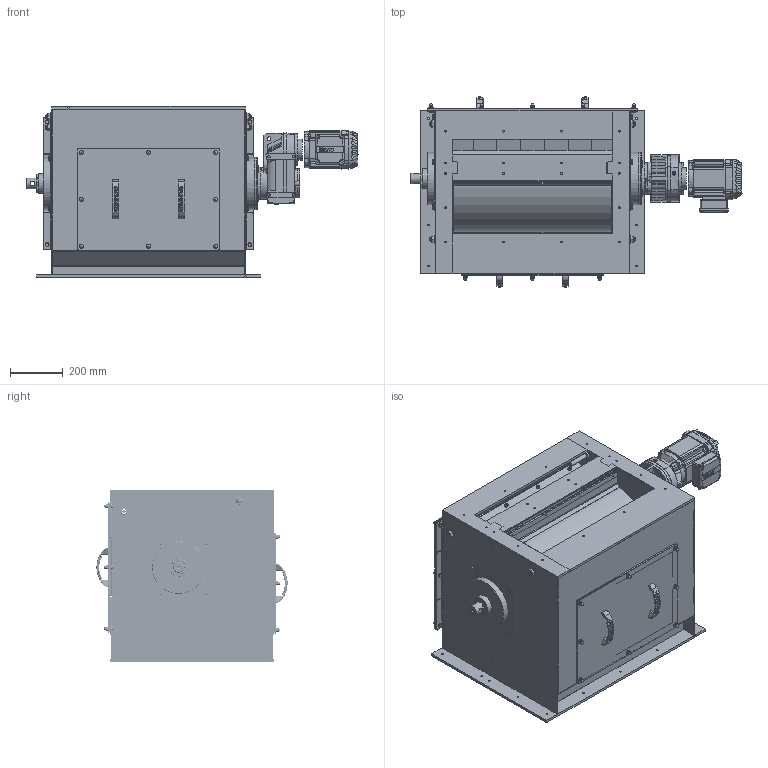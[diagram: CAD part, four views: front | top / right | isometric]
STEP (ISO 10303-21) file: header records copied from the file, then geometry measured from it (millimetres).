
FILE_DESCRIPTION(/* description */ (''),/* implementation_level */ '2;1');
FILE_NAME(/* name */ 'SRTK060044_A.stp',/* time_stamp */ '2023-11-20T10:59:12+01:00',/* author */ ('PH'),/* organization */ (''),/* preprocessor_version */ 'ST-DEVELOPER v18.1',/* originating_system */ 'Autodesk Inventor 2021',/* authorisation */ '');
FILE_SCHEMA (('AUTOMOTIVE_DESIGN { 1 0 10303 214 3 1 1 }'));
Products named in the file (1): SRTK060044_A
Bounding box: 1260.5 x 726.42 x 650 mm (x, y, z)
Volume: 40770341.3 mm3; surface area: 9198911.2 mm2
Topology: 3 solids, 4 shells, 3919 faces, 9639 edges, 5987 vertices
Faces by surface type: plane 2070, cylinder 926, cone 585, torus 139, bspline 129, sphere 70
Full cylindrical faces by diameter (mm): 4.134 x10, 4.917 x10, 5 x4, 5.2 x10, 6 x14, 6.5 x10, 6.6 x4, 6.647 x48, 7.323 x8, 8 x16, 8.2 x3, 8.376 x4, 8.4 x7, 8.5 x1, 9 x12, 9.188 x8, 9.9 x4, 10 x34, 10.5 x9, 11.4 x26, 12 x2, 12.5 x28, 13 x8, 13.835 x1, 14 x7, 15 x8, 15.4 x16, 16 x40, 17 x8, 17.294 x1
Entity records: 126347 total; most frequent: CARTESIAN_POINT 32159, ORIENTED_EDGE 19098, DIRECTION 18507, EDGE_CURVE 9555, AXIS2_PLACEMENT_3D 6776, VERTEX_POINT 5995, LINE 4955, VECTOR 4955
